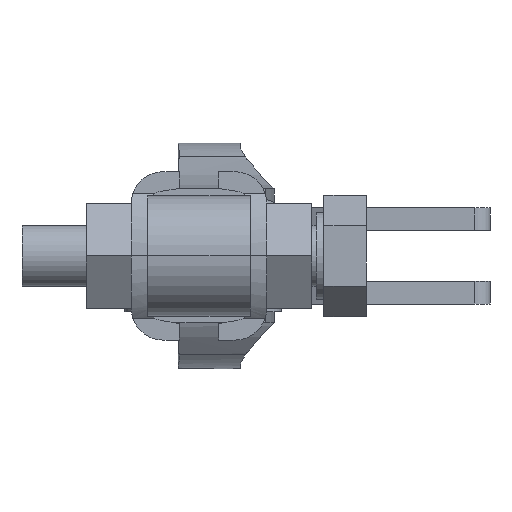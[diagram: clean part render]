
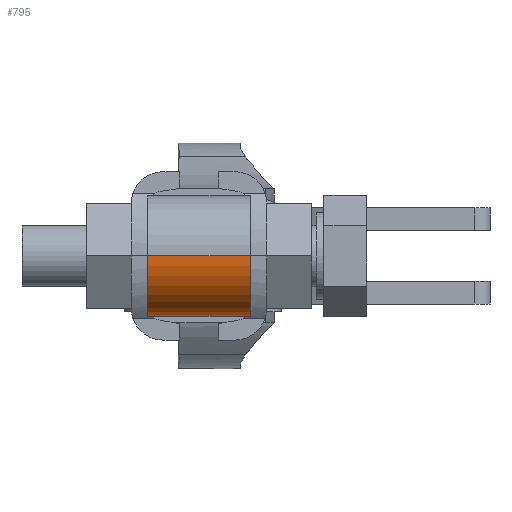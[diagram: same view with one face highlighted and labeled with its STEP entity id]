
A CAD part, left-side view. The second image highlights one B-rep face of the part: STEP entity #795.
In plain terms, the highlighted cylindrical face has radius 4 mm (diameter 8 mm), a partial arc.
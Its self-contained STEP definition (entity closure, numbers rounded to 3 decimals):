
#236 = EDGE_CURVE ( 'NONE', #6542, #3080, #6812, .T. ) ;
#260 = VECTOR ( 'NONE', #8677, 1000. ) ;
#323 = FACE_OUTER_BOUND ( 'NONE', #9452, .T. ) ;
#795 = ADVANCED_FACE ( 'NONE', ( #323 ), #4157, .T. ) ;
#1023 = LINE ( 'NONE', #7912, #2580 ) ;
#1133 = EDGE_CURVE ( 'NONE', #6542, #3443, #1023, .T. ) ;
#1384 = CARTESIAN_POINT ( 'NONE',  ( -20.742, 22.77, 0. ) ) ;
#1617 = VERTEX_POINT ( 'NONE', #4586 ) ;
#1626 = CARTESIAN_POINT ( 'NONE',  ( -16.742, 15.97, -4. ) ) ;
#2058 = CARTESIAN_POINT ( 'NONE',  ( -16.742, 15.97, 0. ) ) ;
#2123 = DIRECTION ( 'NONE',  ( 0., 1., 0. ) ) ;
#2176 = CARTESIAN_POINT ( 'NONE',  ( -16.742, 11.6, 0. ) ) ;
#2580 = VECTOR ( 'NONE', #8668, 1000. ) ;
#3080 = VERTEX_POINT ( 'NONE', #1626 ) ;
#3272 = AXIS2_PLACEMENT_3D ( 'NONE', #2058, #4330, #5170 ) ;
#3382 = EDGE_CURVE ( 'NONE', #1617, #3443, #8154, .T. ) ;
#3443 = VERTEX_POINT ( 'NONE', #1384 ) ;
#3611 = ORIENTED_EDGE ( 'NONE', *, *, #3382, .F. ) ;
#4157 = CYLINDRICAL_SURFACE ( 'NONE', #5986, 4. ) ;
#4330 = DIRECTION ( 'NONE',  ( 0., -1., 0. ) ) ;
#4412 = DIRECTION ( 'NONE',  ( 0., 1., 0. ) ) ;
#4568 = LINE ( 'NONE', #5600, #260 ) ;
#4577 = AXIS2_PLACEMENT_3D ( 'NONE', #9016, #4412, #9793 ) ;
#4586 = CARTESIAN_POINT ( 'NONE',  ( -16.742, 22.77, -4. ) ) ;
#4808 = DIRECTION ( 'NONE',  ( -1., 0., 0. ) ) ;
#5170 = DIRECTION ( 'NONE',  ( 1., 0., 0. ) ) ;
#5183 = ORIENTED_EDGE ( 'NONE', *, *, #1133, .T. ) ;
#5600 = CARTESIAN_POINT ( 'NONE',  ( -16.742, 11.6, -4. ) ) ;
#5986 = AXIS2_PLACEMENT_3D ( 'NONE', #2176, #2123, #4808 ) ;
#6313 = CARTESIAN_POINT ( 'NONE',  ( -20.742, 15.97, 0. ) ) ;
#6542 = VERTEX_POINT ( 'NONE', #6313 ) ;
#6812 = CIRCLE ( 'NONE', #3272, 4. ) ;
#7912 = CARTESIAN_POINT ( 'NONE',  ( -20.742, 11.6, 0. ) ) ;
#8154 = CIRCLE ( 'NONE', #4577, 4. ) ;
#8668 = DIRECTION ( 'NONE',  ( 0., 1., 0. ) ) ;
#8677 = DIRECTION ( 'NONE',  ( 0., 1., 0. ) ) ;
#9016 = CARTESIAN_POINT ( 'NONE',  ( -16.742, 22.77, 0. ) ) ;
#9021 = ORIENTED_EDGE ( 'NONE', *, *, #236, .F. ) ;
#9229 = EDGE_CURVE ( 'NONE', #3080, #1617, #4568, .T. ) ;
#9452 = EDGE_LOOP ( 'NONE', ( #9021, #5183, #3611, #9743 ) ) ;
#9743 = ORIENTED_EDGE ( 'NONE', *, *, #9229, .F. ) ;
#9793 = DIRECTION ( 'NONE',  ( -1., 0., 0. ) ) ;
